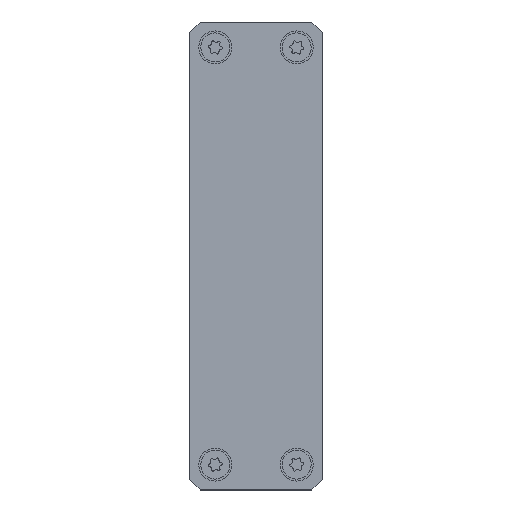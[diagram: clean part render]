
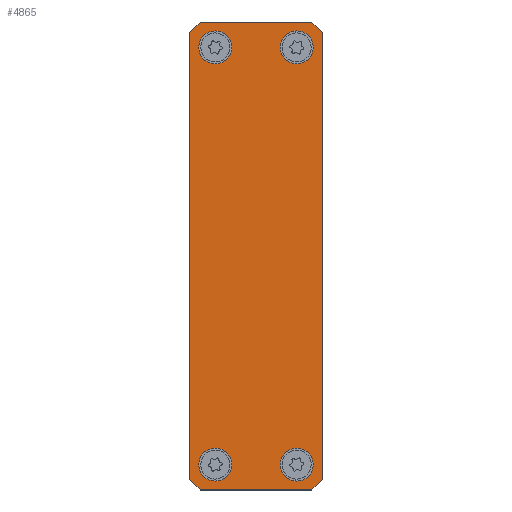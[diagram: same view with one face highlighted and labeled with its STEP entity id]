
A CAD part, left-side view. The second image highlights one B-rep face of the part: STEP entity #4865.
In plain terms, the highlighted face is planar.
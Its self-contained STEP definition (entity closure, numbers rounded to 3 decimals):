
#47 = CARTESIAN_POINT ( 'NONE',  ( 41., 0., -8. ) ) ;
#48 = VERTEX_POINT ( 'NONE', #8080 ) ;
#185 = ORIENTED_EDGE ( 'NONE', *, *, #3312, .T. ) ;
#222 = VECTOR ( 'NONE', #5335, 1000. ) ;
#289 = DIRECTION ( 'NONE',  ( -1., 0., 0. ) ) ;
#296 = EDGE_CURVE ( 'NONE', #9168, #10473, #7805, .T. ) ;
#365 = FACE_BOUND ( 'NONE', #3018, .T. ) ;
#559 = EDGE_LOOP ( 'NONE', ( #7820, #2446 ) ) ;
#595 = CARTESIAN_POINT ( 'NONE',  ( 41., 0., -11.25 ) ) ;
#658 = DIRECTION ( 'NONE',  ( 0., -1., 0. ) ) ;
#755 = CIRCLE ( 'NONE', #10783, 3.25 ) ;
#796 = AXIS2_PLACEMENT_3D ( 'NONE', #10519, #2837, #9630 ) ;
#973 = EDGE_CURVE ( 'NONE', #3986, #9085, #7956, .T. ) ;
#983 = ORIENTED_EDGE ( 'NONE', *, *, #4416, .F. ) ;
#1046 = CIRCLE ( 'NONE', #7311, 3.25 ) ;
#1093 = VERTEX_POINT ( 'NONE', #1563 ) ;
#1100 = VECTOR ( 'NONE', #289, 1000. ) ;
#1139 = VECTOR ( 'NONE', #8537, 1000. ) ;
#1295 = CARTESIAN_POINT ( 'NONE',  ( 41., 0., -8. ) ) ;
#1327 = LINE ( 'NONE', #4731, #1139 ) ;
#1429 = EDGE_LOOP ( 'NONE', ( #2704, #6041 ) ) ;
#1452 = DIRECTION ( 'NONE',  ( 1., 0., 0. ) ) ;
#1557 = DIRECTION ( 'NONE',  ( 0.707, 0., -0.707 ) ) ;
#1563 = CARTESIAN_POINT ( 'NONE',  ( 46., 0., 11. ) ) ;
#1592 = EDGE_CURVE ( 'NONE', #3986, #7315, #3319, .T. ) ;
#1769 = CARTESIAN_POINT ( 'NONE',  ( -44., 0., 13. ) ) ;
#1815 = CARTESIAN_POINT ( 'NONE',  ( -28.5, 0., 28.5 ) ) ;
#1820 = ORIENTED_EDGE ( 'NONE', *, *, #9149, .F. ) ;
#1916 = CARTESIAN_POINT ( 'NONE',  ( 46., 0., -11. ) ) ;
#1960 = DIRECTION ( 'NONE',  ( 0., -1., 0. ) ) ;
#1983 = VERTEX_POINT ( 'NONE', #5767 ) ;
#2016 = CIRCLE ( 'NONE', #5042, 3.25 ) ;
#2147 = DIRECTION ( 'NONE',  ( 0., -1., 0. ) ) ;
#2301 = DIRECTION ( 'NONE',  ( 0., -1., 0. ) ) ;
#2391 = LINE ( 'NONE', #9231, #2730 ) ;
#2402 = AXIS2_PLACEMENT_3D ( 'NONE', #5421, #1960, #5365 ) ;
#2446 = ORIENTED_EDGE ( 'NONE', *, *, #4088, .F. ) ;
#2471 = DIRECTION ( 'NONE',  ( 0., 0., -1. ) ) ;
#2487 = ORIENTED_EDGE ( 'NONE', *, *, #973, .F. ) ;
#2704 = ORIENTED_EDGE ( 'NONE', *, *, #2725, .F. ) ;
#2718 = VERTEX_POINT ( 'NONE', #10011 ) ;
#2725 = EDGE_CURVE ( 'NONE', #2718, #7900, #9169, .T. ) ;
#2730 = VECTOR ( 'NONE', #1557, 1000. ) ;
#2805 = AXIS2_PLACEMENT_3D ( 'NONE', #9549, #10825, #6347 ) ;
#2837 = DIRECTION ( 'NONE',  ( 0., -1., 0. ) ) ;
#3018 = EDGE_LOOP ( 'NONE', ( #8667, #7639 ) ) ;
#3090 = AXIS2_PLACEMENT_3D ( 'NONE', #1295, #2301, #4140 ) ;
#3140 = LINE ( 'NONE', #3344, #6827 ) ;
#3175 = VECTOR ( 'NONE', #3399, 1000. ) ;
#3312 = EDGE_CURVE ( 'NONE', #8748, #9085, #2391, .T. ) ;
#3319 = LINE ( 'NONE', #4828, #222 ) ;
#3344 = CARTESIAN_POINT ( 'NONE',  ( -46., 0., 13. ) ) ;
#3399 = DIRECTION ( 'NONE',  ( -0.707, 0., 0.707 ) ) ;
#3422 = DIRECTION ( 'NONE',  ( 0., -1., 0. ) ) ;
#3483 = DIRECTION ( 'NONE',  ( 0., 0., -1. ) ) ;
#3545 = VERTEX_POINT ( 'NONE', #7261 ) ;
#3664 = ORIENTED_EDGE ( 'NONE', *, *, #7163, .F. ) ;
#3762 = FACE_BOUND ( 'NONE', #1429, .T. ) ;
#3986 = VERTEX_POINT ( 'NONE', #10476 ) ;
#4088 = EDGE_CURVE ( 'NONE', #1983, #5737, #9202, .T. ) ;
#4140 = DIRECTION ( 'NONE',  ( 0., 0., -1. ) ) ;
#4222 = CARTESIAN_POINT ( 'NONE',  ( 41., 0., 4.75 ) ) ;
#4326 = CARTESIAN_POINT ( 'NONE',  ( 46., 0., 13. ) ) ;
#4416 = EDGE_CURVE ( 'NONE', #48, #3545, #5983, .T. ) ;
#4687 = CIRCLE ( 'NONE', #3090, 3.25 ) ;
#4731 = CARTESIAN_POINT ( 'NONE',  ( -46., 0., 13. ) ) ;
#4828 = CARTESIAN_POINT ( 'NONE',  ( 28.5, 0., -28.5 ) ) ;
#4865 = ADVANCED_FACE ( 'NONE', ( #5616, #365, #3762, #10612, #7186 ), #5509, .T. ) ;
#5042 = AXIS2_PLACEMENT_3D ( 'NONE', #47, #11019, #10819 ) ;
#5214 = DIRECTION ( 'NONE',  ( -0.707, 0., -0.707 ) ) ;
#5288 = AXIS2_PLACEMENT_3D ( 'NONE', #10673, #2147, #6413 ) ;
#5335 = DIRECTION ( 'NONE',  ( 0.707, 0., 0.707 ) ) ;
#5365 = DIRECTION ( 'NONE',  ( 0., 0., -1. ) ) ;
#5421 = CARTESIAN_POINT ( 'NONE',  ( 41., 0., 8. ) ) ;
#5509 = PLANE ( 'NONE',  #5288 ) ;
#5594 = VERTEX_POINT ( 'NONE', #595 ) ;
#5616 = FACE_BOUND ( 'NONE', #559, .T. ) ;
#5690 = EDGE_LOOP ( 'NONE', ( #9697, #185, #2487, #7931, #1820, #10353, #9710, #9761 ) ) ;
#5737 = VERTEX_POINT ( 'NONE', #4222 ) ;
#5767 = CARTESIAN_POINT ( 'NONE',  ( 41., 0., 11.25 ) ) ;
#5795 = EDGE_LOOP ( 'NONE', ( #3664, #983 ) ) ;
#5899 = DIRECTION ( 'NONE',  ( 0., 0., -1. ) ) ;
#5983 = CIRCLE ( 'NONE', #796, 3.25 ) ;
#6041 = ORIENTED_EDGE ( 'NONE', *, *, #8300, .F. ) ;
#6271 = CARTESIAN_POINT ( 'NONE',  ( -46., 0., -13. ) ) ;
#6347 = DIRECTION ( 'NONE',  ( 0., 0., -1. ) ) ;
#6413 = DIRECTION ( 'NONE',  ( 0., 0., -1. ) ) ;
#6432 = CARTESIAN_POINT ( 'NONE',  ( -41., 0., -4.75 ) ) ;
#6465 = EDGE_CURVE ( 'NONE', #1093, #10944, #9512, .T. ) ;
#6503 = VECTOR ( 'NONE', #5899, 1000. ) ;
#6827 = VECTOR ( 'NONE', #1452, 1000. ) ;
#6830 = CARTESIAN_POINT ( 'NONE',  ( -41., 0., 8. ) ) ;
#6977 = EDGE_CURVE ( 'NONE', #5737, #1983, #8521, .T. ) ;
#7163 = EDGE_CURVE ( 'NONE', #3545, #48, #1046, .T. ) ;
#7186 = FACE_OUTER_BOUND ( 'NONE', #5690, .T. ) ;
#7261 = CARTESIAN_POINT ( 'NONE',  ( -41., 0., 4.75 ) ) ;
#7311 = AXIS2_PLACEMENT_3D ( 'NONE', #6830, #10035, #2471 ) ;
#7315 = VERTEX_POINT ( 'NONE', #1916 ) ;
#7323 = DIRECTION ( 'NONE',  ( 0., 0., -1. ) ) ;
#7531 = CARTESIAN_POINT ( 'NONE',  ( -44., 0., -13. ) ) ;
#7639 = ORIENTED_EDGE ( 'NONE', *, *, #9861, .F. ) ;
#7659 = CARTESIAN_POINT ( 'NONE',  ( -46., 0., -11. ) ) ;
#7737 = CARTESIAN_POINT ( 'NONE',  ( 41., 0., -4.75 ) ) ;
#7805 = LINE ( 'NONE', #1815, #8772 ) ;
#7820 = ORIENTED_EDGE ( 'NONE', *, *, #6977, .F. ) ;
#7900 = VERTEX_POINT ( 'NONE', #6432 ) ;
#7931 = ORIENTED_EDGE ( 'NONE', *, *, #1592, .T. ) ;
#7956 = LINE ( 'NONE', #6271, #1100 ) ;
#8080 = CARTESIAN_POINT ( 'NONE',  ( -41., 0., 11.25 ) ) ;
#8300 = EDGE_CURVE ( 'NONE', #7900, #2718, #755, .T. ) ;
#8318 = VERTEX_POINT ( 'NONE', #7737 ) ;
#8320 = CARTESIAN_POINT ( 'NONE',  ( -41., 0., -8. ) ) ;
#8350 = CARTESIAN_POINT ( 'NONE',  ( 44., 0., 13. ) ) ;
#8521 = CIRCLE ( 'NONE', #2805, 3.25 ) ;
#8537 = DIRECTION ( 'NONE',  ( 0., 0., 1. ) ) ;
#8650 = EDGE_CURVE ( 'NONE', #5594, #8318, #2016, .T. ) ;
#8667 = ORIENTED_EDGE ( 'NONE', *, *, #8650, .F. ) ;
#8685 = EDGE_CURVE ( 'NONE', #9168, #10944, #3140, .T. ) ;
#8748 = VERTEX_POINT ( 'NONE', #7659 ) ;
#8772 = VECTOR ( 'NONE', #5214, 1000. ) ;
#9043 = CARTESIAN_POINT ( 'NONE',  ( -46., 0., 11. ) ) ;
#9075 = EDGE_CURVE ( 'NONE', #8748, #10473, #1327, .T. ) ;
#9085 = VERTEX_POINT ( 'NONE', #7531 ) ;
#9149 = EDGE_CURVE ( 'NONE', #1093, #7315, #9221, .T. ) ;
#9168 = VERTEX_POINT ( 'NONE', #1769 ) ;
#9169 = CIRCLE ( 'NONE', #9341, 3.25 ) ;
#9202 = CIRCLE ( 'NONE', #2402, 3.25 ) ;
#9221 = LINE ( 'NONE', #4326, #6503 ) ;
#9231 = CARTESIAN_POINT ( 'NONE',  ( -28.5, 0., -28.5 ) ) ;
#9341 = AXIS2_PLACEMENT_3D ( 'NONE', #8320, #658, #7323 ) ;
#9512 = LINE ( 'NONE', #10240, #3175 ) ;
#9549 = CARTESIAN_POINT ( 'NONE',  ( 41., 0., 8. ) ) ;
#9600 = CARTESIAN_POINT ( 'NONE',  ( -41., 0., -8. ) ) ;
#9630 = DIRECTION ( 'NONE',  ( 0., 0., -1. ) ) ;
#9697 = ORIENTED_EDGE ( 'NONE', *, *, #9075, .F. ) ;
#9710 = ORIENTED_EDGE ( 'NONE', *, *, #8685, .F. ) ;
#9761 = ORIENTED_EDGE ( 'NONE', *, *, #296, .T. ) ;
#9861 = EDGE_CURVE ( 'NONE', #8318, #5594, #4687, .T. ) ;
#10011 = CARTESIAN_POINT ( 'NONE',  ( -41., 0., -11.25 ) ) ;
#10035 = DIRECTION ( 'NONE',  ( 0., -1., 0. ) ) ;
#10240 = CARTESIAN_POINT ( 'NONE',  ( 28.5, 0., 28.5 ) ) ;
#10353 = ORIENTED_EDGE ( 'NONE', *, *, #6465, .T. ) ;
#10473 = VERTEX_POINT ( 'NONE', #9043 ) ;
#10476 = CARTESIAN_POINT ( 'NONE',  ( 44., 0., -13. ) ) ;
#10519 = CARTESIAN_POINT ( 'NONE',  ( -41., 0., 8. ) ) ;
#10612 = FACE_BOUND ( 'NONE', #5795, .T. ) ;
#10673 = CARTESIAN_POINT ( 'NONE',  ( 0., 0., 0. ) ) ;
#10783 = AXIS2_PLACEMENT_3D ( 'NONE', #9600, #3422, #3483 ) ;
#10819 = DIRECTION ( 'NONE',  ( 0., 0., -1. ) ) ;
#10825 = DIRECTION ( 'NONE',  ( 0., -1., 0. ) ) ;
#10944 = VERTEX_POINT ( 'NONE', #8350 ) ;
#11019 = DIRECTION ( 'NONE',  ( 0., -1., 0. ) ) ;
